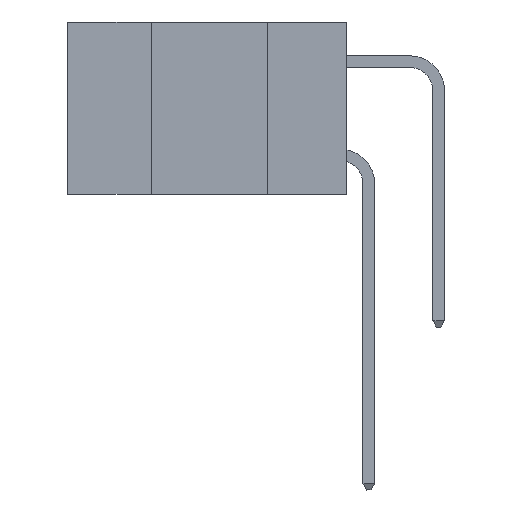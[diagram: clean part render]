
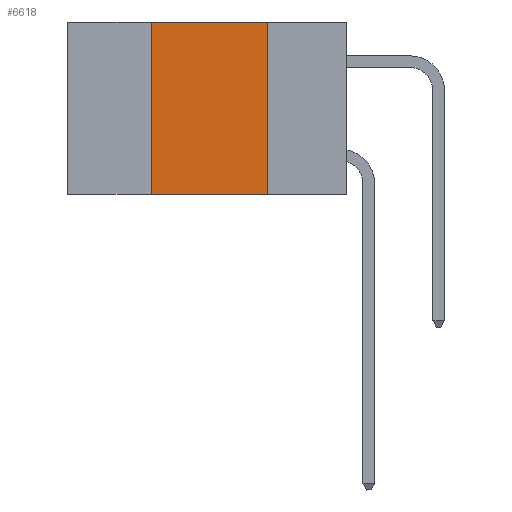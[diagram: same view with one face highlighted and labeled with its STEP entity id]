
A CAD part, left-side view. The second image highlights one B-rep face of the part: STEP entity #6618.
In plain terms, the highlighted planar face has unit normal (-1, 0, 0).
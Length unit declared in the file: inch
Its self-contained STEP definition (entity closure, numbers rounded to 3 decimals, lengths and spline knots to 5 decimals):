
#396 = ORIENTED_EDGE ( 'NONE', *, *, #11582, .F. ) ;
#636 = AXIS2_PLACEMENT_3D ( 'NONE', #12475, #10307, #7180 ) ;
#665 = LINE ( 'NONE', #14321, #3523 ) ;
#1406 = ORIENTED_EDGE ( 'NONE', *, *, #7258, .F. ) ;
#2303 = EDGE_CURVE ( 'NONE', #9106, #4039, #665, .T. ) ;
#2318 = EDGE_LOOP ( 'NONE', ( #396, #1406, #6139, #9993 ) ) ;
#3184 = LINE ( 'NONE', #13341, #5859 ) ;
#3213 = CARTESIAN_POINT ( 'NONE',  ( 0., 0.17, -0.37 ) ) ;
#3523 = VECTOR ( 'NONE', #13091, 39.37008 ) ;
#3584 = CARTESIAN_POINT ( 'NONE',  ( 0., 0.42, -0.37 ) ) ;
#4039 = VERTEX_POINT ( 'NONE', #6244 ) ;
#4861 = DIRECTION ( 'NONE',  ( 0., 0., -1. ) ) ;
#5701 = DIRECTION ( 'NONE',  ( 0., -1., 0. ) ) ;
#5859 = VECTOR ( 'NONE', #5880, 39.37008 ) ;
#5880 = DIRECTION ( 'NONE',  ( 0., -1., 0. ) ) ;
#6050 = LINE ( 'NONE', #14248, #8246 ) ;
#6139 = ORIENTED_EDGE ( 'NONE', *, *, #2303, .F. ) ;
#6244 = CARTESIAN_POINT ( 'NONE',  ( 0., 0.42, 0. ) ) ;
#6618 = ADVANCED_FACE ( 'NONE', ( #7774 ), #13539, .F. ) ;
#6903 = VECTOR ( 'NONE', #4861, 39.37008 ) ;
#7180 = DIRECTION ( 'NONE',  ( 0., 0., -1. ) ) ;
#7258 = EDGE_CURVE ( 'NONE', #4039, #10820, #6050, .T. ) ;
#7774 = FACE_OUTER_BOUND ( 'NONE', #2318, .T. ) ;
#8246 = VECTOR ( 'NONE', #5701, 39.37008 ) ;
#8777 = CARTESIAN_POINT ( 'NONE',  ( 0., 0.17, 0. ) ) ;
#9106 = VERTEX_POINT ( 'NONE', #3584 ) ;
#9993 = ORIENTED_EDGE ( 'NONE', *, *, #12126, .T. ) ;
#10307 = DIRECTION ( 'NONE',  ( 1., 0., 0. ) ) ;
#10820 = VERTEX_POINT ( 'NONE', #8777 ) ;
#11298 = VERTEX_POINT ( 'NONE', #3213 ) ;
#11582 = EDGE_CURVE ( 'NONE', #10820, #11298, #12559, .T. ) ;
#12126 = EDGE_CURVE ( 'NONE', #9106, #11298, #3184, .T. ) ;
#12385 = CARTESIAN_POINT ( 'NONE',  ( 0., 0.17, 0. ) ) ;
#12475 = CARTESIAN_POINT ( 'NONE',  ( 0., 0.6, 0. ) ) ;
#12559 = LINE ( 'NONE', #12385, #6903 ) ;
#13091 = DIRECTION ( 'NONE',  ( 0., 0., 1. ) ) ;
#13341 = CARTESIAN_POINT ( 'NONE',  ( 0., 0.6, -0.37 ) ) ;
#13539 = PLANE ( 'NONE',  #636 ) ;
#14248 = CARTESIAN_POINT ( 'NONE',  ( 0., 0.6, 0. ) ) ;
#14321 = CARTESIAN_POINT ( 'NONE',  ( 0., 0.42, 0. ) ) ;
